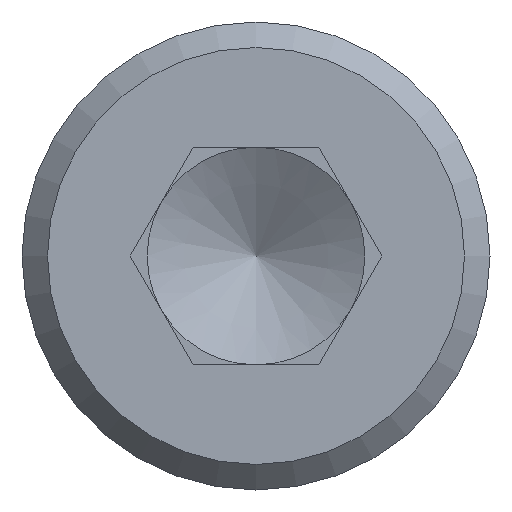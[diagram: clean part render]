
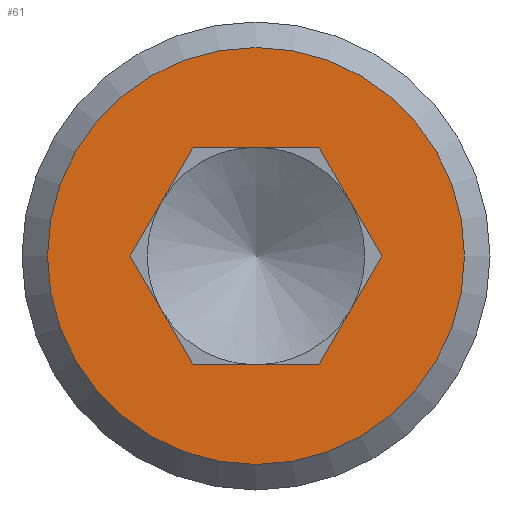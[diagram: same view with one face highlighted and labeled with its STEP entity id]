
A CAD part, left-side view. The second image highlights one B-rep face of the part: STEP entity #61.
In plain terms, the highlighted planar face has unit normal (-1, 0, 0).
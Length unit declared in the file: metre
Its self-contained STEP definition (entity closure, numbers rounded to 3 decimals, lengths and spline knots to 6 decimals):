
#61 = ADVANCED_FACE( '', ( #132, #133 ), #134, .T. );
#132 = FACE_BOUND( '', #210, .T. );
#133 = FACE_OUTER_BOUND( '', #211, .T. );
#134 = PLANE( '', #212 );
#210 = EDGE_LOOP( '', ( #315, #316, #317, #318, #319, #320 ) );
#211 = EDGE_LOOP( '', ( #321 ) );
#212 = AXIS2_PLACEMENT_3D( '', #322, #323, #324 );
#315 = ORIENTED_EDGE( '', *, *, #445, .T. );
#316 = ORIENTED_EDGE( '', *, *, #446, .F. );
#317 = ORIENTED_EDGE( '', *, *, #447, .T. );
#318 = ORIENTED_EDGE( '', *, *, #416, .T. );
#319 = ORIENTED_EDGE( '', *, *, #425, .F. );
#320 = ORIENTED_EDGE( '', *, *, #448, .F. );
#321 = ORIENTED_EDGE( '', *, *, #449, .T. );
#322 = CARTESIAN_POINT( '', ( 0., 0., 0. ) );
#323 = DIRECTION( '', ( -1., 0., 0. ) );
#324 = DIRECTION( '', ( 0., 0., 1. ) );
#416 = EDGE_CURVE( '', #477, #478, #479, .T. );
#425 = EDGE_CURVE( '', #493, #478, #494, .T. );
#445 = EDGE_CURVE( '', #521, #522, #523, .T. );
#446 = EDGE_CURVE( '', #524, #522, #525, .T. );
#447 = EDGE_CURVE( '', #524, #477, #526, .T. );
#448 = EDGE_CURVE( '', #521, #493, #527, .T. );
#449 = EDGE_CURVE( '', #528, #528, #529, .T. );
#477 = VERTEX_POINT( '', #560 );
#478 = VERTEX_POINT( '', #561 );
#479 = LINE( '', #562, #563 );
#493 = VERTEX_POINT( '', #581 );
#494 = LINE( '', #582, #583 );
#521 = VERTEX_POINT( '', #616 );
#522 = VERTEX_POINT( '', #617 );
#523 = LINE( '', #618, #619 );
#524 = VERTEX_POINT( '', #620 );
#525 = LINE( '', #621, #622 );
#526 = LINE( '', #623, #624 );
#527 = LINE( '', #625, #626 );
#528 = VERTEX_POINT( '', #627 );
#529 = CIRCLE( '', #628, 0.00245 );
#560 = CARTESIAN_POINT( '', ( 0., -0.001478, 0. ) );
#561 = CARTESIAN_POINT( '', ( 0., -0.000739, -0.00128 ) );
#562 = CARTESIAN_POINT( '', ( 0., -0.001478, 0. ) );
#563 = VECTOR( '', #667, 1. );
#581 = CARTESIAN_POINT( '', ( 0., 0.000739, -0.00128 ) );
#582 = CARTESIAN_POINT( '', ( 0., 0.000739, -0.00128 ) );
#583 = VECTOR( '', #678, 1. );
#616 = CARTESIAN_POINT( '', ( 0., 0.001478, 0. ) );
#617 = CARTESIAN_POINT( '', ( 0., 0.000739, 0.00128 ) );
#618 = CARTESIAN_POINT( '', ( 0., 0.001478, 0. ) );
#619 = VECTOR( '', #706, 1. );
#620 = CARTESIAN_POINT( '', ( 0., -0.000739, 0.00128 ) );
#621 = CARTESIAN_POINT( '', ( 0., -0.000739, 0.00128 ) );
#622 = VECTOR( '', #707, 1. );
#623 = CARTESIAN_POINT( '', ( 0., -0.000739, 0.00128 ) );
#624 = VECTOR( '', #708, 1. );
#625 = CARTESIAN_POINT( '', ( 0., 0.001478, 0. ) );
#626 = VECTOR( '', #709, 1. );
#627 = CARTESIAN_POINT( '', ( 0., 0., 0.00245 ) );
#628 = AXIS2_PLACEMENT_3D( '', #710, #711, #712 );
#667 = DIRECTION( '', ( 0., 0.5, -0.866 ) );
#678 = DIRECTION( '', ( 0., -1., 0. ) );
#706 = DIRECTION( '', ( 0., -0.5, 0.866 ) );
#707 = DIRECTION( '', ( 0., 1., 0. ) );
#708 = DIRECTION( '', ( 0., -0.5, -0.866 ) );
#709 = DIRECTION( '', ( 0., -0.5, -0.866 ) );
#710 = CARTESIAN_POINT( '', ( 0., 0., 0. ) );
#711 = DIRECTION( '', ( -1., 0., 0. ) );
#712 = DIRECTION( '', ( 0., 0., 1. ) );
